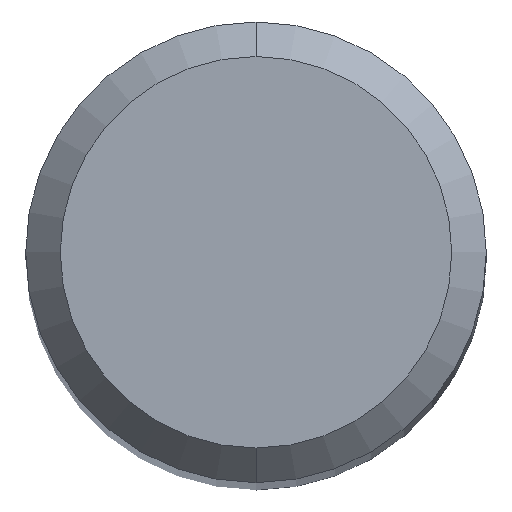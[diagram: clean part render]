
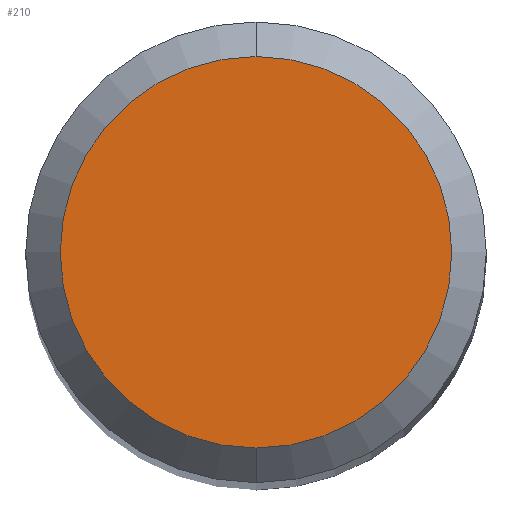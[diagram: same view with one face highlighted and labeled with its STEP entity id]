
A CAD part, top view. The second image highlights one B-rep face of the part: STEP entity #210.
In plain terms, the highlighted planar face has unit normal (0, 0, 1).
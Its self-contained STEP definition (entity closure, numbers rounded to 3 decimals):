
#200=VERTEX_POINT('',#536);
#202=VERTEX_POINT('',#538);
#210=ADVANCED_FACE('',(#546),#547,.T.);
#228=EDGE_CURVE('',#200,#202,#566,.T.);
#340=EDGE_CURVE('',#202,#200,#689,.T.);
#536=CARTESIAN_POINT('',(0.0,1.7,0.0));
#538=CARTESIAN_POINT('',(0.,-1.7,0.0));
#546=FACE_OUTER_BOUND('',#915,.T.);
#547=PLANE('',#916);
#566=CIRCLE('',#969,1.7);
#689=CIRCLE('',#1214,1.7);
#915=EDGE_LOOP('',(#1595,#1596));
#916=AXIS2_PLACEMENT_3D('',#1597,#1598,#1599);
#969=AXIS2_PLACEMENT_3D('',#1616,#1617,#1618);
#1214=AXIS2_PLACEMENT_3D('',#1749,#1750,#1751);
#1595=ORIENTED_EDGE('',*,*,#228,.F.);
#1596=ORIENTED_EDGE('',*,*,#340,.F.);
#1597=CARTESIAN_POINT('',(0.0,0.85,0.0));
#1598=DIRECTION('',(-0.0,0.0,1.0));
#1599=DIRECTION('',(0.0,-1.0,0.0));
#1616=CARTESIAN_POINT('',(0.0,0.0,0.0));
#1617=DIRECTION('',(0.0,0.0,-1.0));
#1618=DIRECTION('',(0.0,1.0,0.0));
#1749=CARTESIAN_POINT('',(0.0,0.0,0.0));
#1750=DIRECTION('',(0.0,0.0,-1.0));
#1751=DIRECTION('',(0.0,1.0,0.0));
